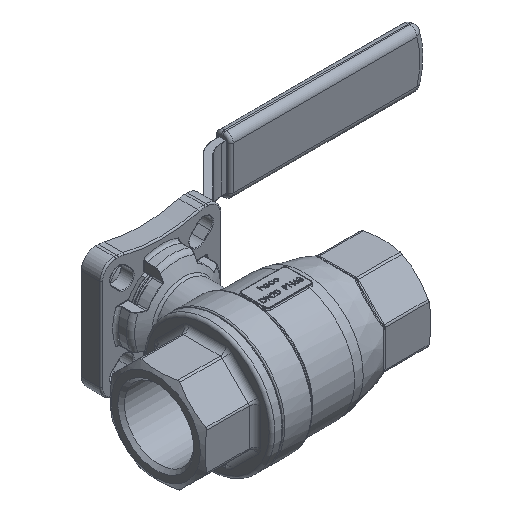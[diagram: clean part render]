
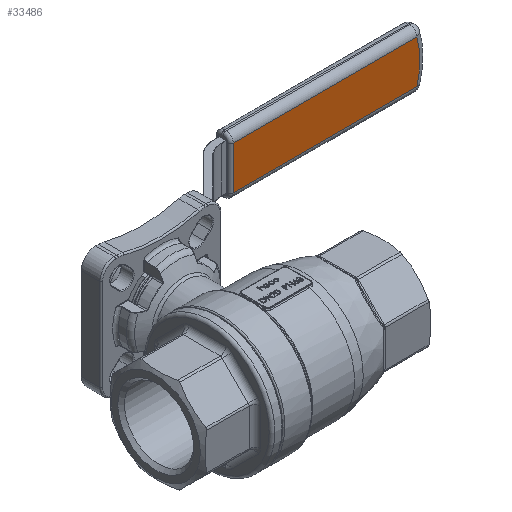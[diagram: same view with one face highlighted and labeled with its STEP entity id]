
A CAD part, isometric view. The second image highlights one B-rep face of the part: STEP entity #33486.
In plain terms, the highlighted planar face has unit normal (0, -1, 0).
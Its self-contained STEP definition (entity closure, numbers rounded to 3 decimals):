
#8924 = DIRECTION ( 'NONE',  ( 0., 0., -1. ) ) ;
#8925 = CARTESIAN_POINT ( 'NONE',  ( 52.5, 64.5, 10. ) ) ;
#11537 = AXIS2_PLACEMENT_3D ( 'NONE', #44042, #44044, #44046 ) ;
#29072 = EDGE_CURVE ( 'NONE', #50060, #50059, #36556, .T. ) ;
#29078 = EDGE_CURVE ( 'NONE', #49684, #50060, #36142, .T. ) ;
#29122 = EDGE_CURVE ( 'NONE', #49851, #49684, #32714, .T. ) ;
#29135 = EDGE_CURVE ( 'NONE', #50059, #49851, #43411, .T. ) ;
#30548 = DIRECTION ( 'NONE',  ( 1., 0., 0. ) ) ;
#30562 = CARTESIAN_POINT ( 'NONE',  ( 51.5, 64.5, -7.5 ) ) ;
#32714 = LINE ( 'NONE', #30562, #32900 ) ;
#32900 = VECTOR ( 'NONE', #30548, 1000. ) ;
#33486 = ADVANCED_FACE ( 'NONE', ( #38297 ), #44039, .F. ) ;
#33874 = CARTESIAN_POINT ( 'NONE',  ( 52.5, 64.5, -7.5 ) ) ;
#34293 = CARTESIAN_POINT ( 'NONE',  ( 52.5, 64.5, 7.5 ) ) ;
#34294 = CARTESIAN_POINT ( 'NONE',  ( 116.458, 64.5, 7.5 ) ) ;
#36142 = CIRCLE ( 'NONE', #46055, 27.5 ) ;
#36555 = VECTOR ( 'NONE', #45101, 1000. ) ;
#36556 = LINE ( 'NONE', #45099, #36555 ) ;
#37730 = EDGE_LOOP ( 'NONE', ( #53252, #53254, #53256, #53258 ) ) ;
#38297 = FACE_OUTER_BOUND ( 'NONE', #37730, .T. ) ;
#42513 = VECTOR ( 'NONE', #8924, 1000. ) ;
#43411 = LINE ( 'NONE', #8925, #42513 ) ;
#44039 = PLANE ( 'NONE',  #11537 ) ;
#44042 = CARTESIAN_POINT ( 'NONE',  ( 51.5, 64.5, 10. ) ) ;
#44044 = DIRECTION ( 'NONE',  ( 0., 1., 0. ) ) ;
#44046 = DIRECTION ( 'NONE',  ( 0., 0., 1. ) ) ;
#45099 = CARTESIAN_POINT ( 'NONE',  ( 51.5, 64.5, 7.5 ) ) ;
#45101 = DIRECTION ( 'NONE',  ( -1., 0., 0. ) ) ;
#45177 = CARTESIAN_POINT ( 'NONE',  ( 90., 64.5, 0. ) ) ;
#45179 = DIRECTION ( 'NONE',  ( 0., -1., 0. ) ) ;
#45181 = DIRECTION ( 'NONE',  ( 0., 0., 1. ) ) ;
#46055 = AXIS2_PLACEMENT_3D ( 'NONE', #45177, #45179, #45181 ) ;
#49684 = VERTEX_POINT ( 'NONE', #53598 ) ;
#49851 = VERTEX_POINT ( 'NONE', #33874 ) ;
#50059 = VERTEX_POINT ( 'NONE', #34293 ) ;
#50060 = VERTEX_POINT ( 'NONE', #34294 ) ;
#53252 = ORIENTED_EDGE ( 'NONE', *, *, #29072, .T. ) ;
#53254 = ORIENTED_EDGE ( 'NONE', *, *, #29135, .T. ) ;
#53256 = ORIENTED_EDGE ( 'NONE', *, *, #29122, .T. ) ;
#53258 = ORIENTED_EDGE ( 'NONE', *, *, #29078, .T. ) ;
#53598 = CARTESIAN_POINT ( 'NONE',  ( 116.458, 64.5, -7.5 ) ) ;
